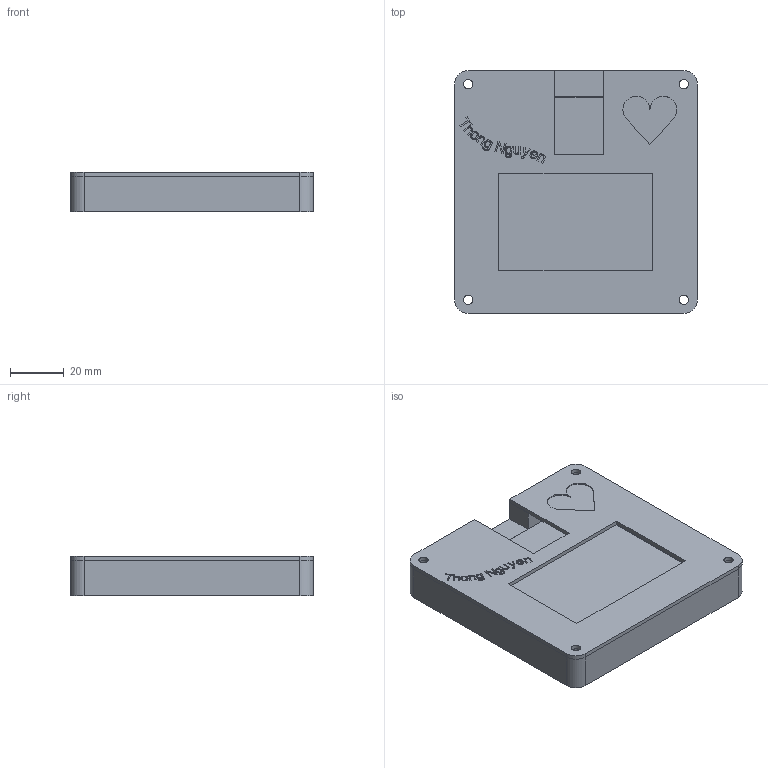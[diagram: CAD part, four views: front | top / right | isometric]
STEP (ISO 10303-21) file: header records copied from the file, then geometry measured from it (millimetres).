
FILE_DESCRIPTION(/* description */ (''),/* implementation_level */ '2;1');
FILE_NAME(/* name */ 'Blueprintcombined.step',/* time_stamp */ '2026-01-12T11:06:27+07:00',/* author */ (''),/* organization */ (''),/* preprocessor_version */ 'ST-DEVELOPER v20.1',/* originating_system */ 'Autodesk Translation Framework v14.21.0.0',/* authorisation */ '');
FILE_SCHEMA (('AUTOMOTIVE_DESIGN { 1 0 10303 214 3 1 1 }'));
Length unit declared in the file: millimetre
Products named in the file (3): 2026-01-09-23-33-37-544; Component1; 2026-01-11-13-39-56-859
Assembly tree (2 placements, depth 3):
  2026-01-09-23-33-37-544
    Component1
      2026-01-11-13-39-56-859
Bounding box: 90 x 90 x 14.5 mm (x, y, z)
Volume: 75272.8 mm3; surface area: 46663.1 mm2
Topology: 3 solids, 3 shells, 399 faces, 1092 edges, 728 vertices
Faces by surface type: bspline 210, plane 167, cylinder 22
Full cylindrical faces by diameter (mm): 3.4 x8, 6 x4
Entity records: 14621 total; most frequent: CARTESIAN_POINT 5794, ORIENTED_EDGE 2184, DIRECTION 1104, EDGE_CURVE 1092, VERTEX_POINT 728, LINE 628, VECTOR 628, EDGE_LOOP 446
